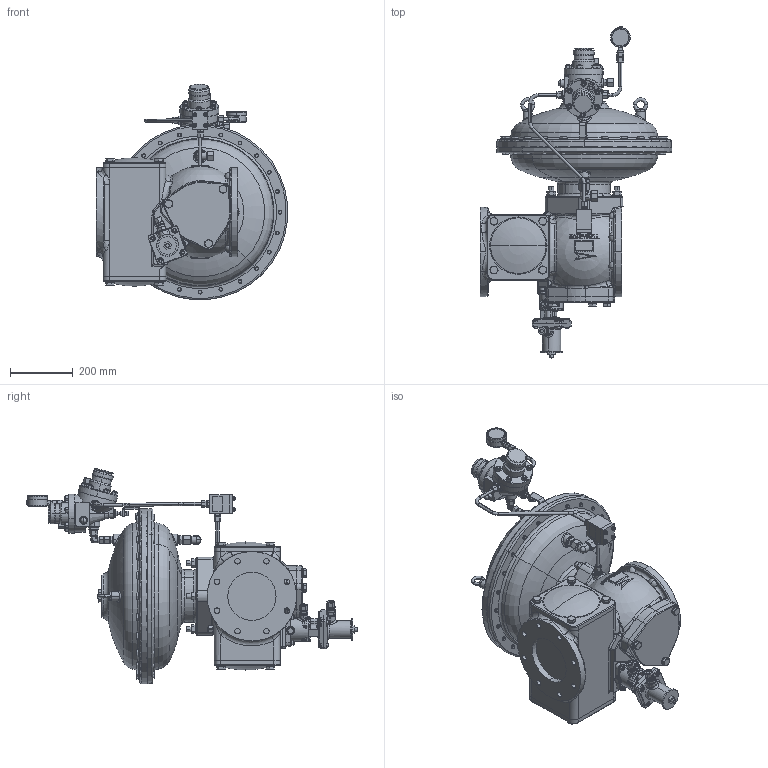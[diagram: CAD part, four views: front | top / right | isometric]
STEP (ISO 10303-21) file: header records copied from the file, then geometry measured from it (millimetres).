
FILE_DESCRIPTION (( 'STEP AP214' ), '1' );
FILE_NAME ('HON372_DN150_DN150_class150_610_673_R_RE3;K1a;K2a.STEP', '2021-10-07T11:18:14', ( '' ), ( '' ), 'SwSTEP 2.0', 'SolidWorks 2019', '' );
FILE_SCHEMA (( 'AUTOMOTIVE_DESIGN' ));
Length unit declared in the file: millimetre
Products named in the file (1): HON372_DN150_DN150_class150_610_673_R_RE3;K1a;K2a
Bounding box: 610 x 1058.81 x 687.1 mm (x, y, z)
Volume: 73899641.9 mm3; surface area: 1843769 mm2
Topology: 1 solids, 1 shells, 4096 faces, 9565 edges, 5747 vertices
Faces by surface type: plane 1613, cone 967, cylinder 935, torus 299, bspline 202, sphere 80
Entity records: 145935 total; most frequent: CARTESIAN_POINT 50353, ORIENTED_EDGE 19024, DIRECTION 18773, EDGE_CURVE 9512, AXIS2_PLACEMENT_3D 7847, VERTEX_POINT 5735, EDGE_LOOP 4439, FACE_OUTER_BOUND 4096
